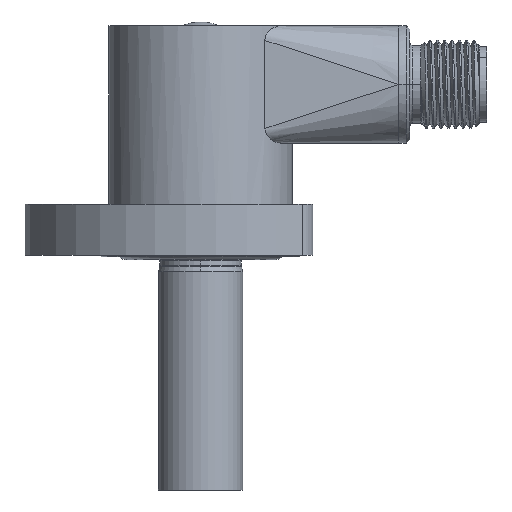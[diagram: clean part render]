
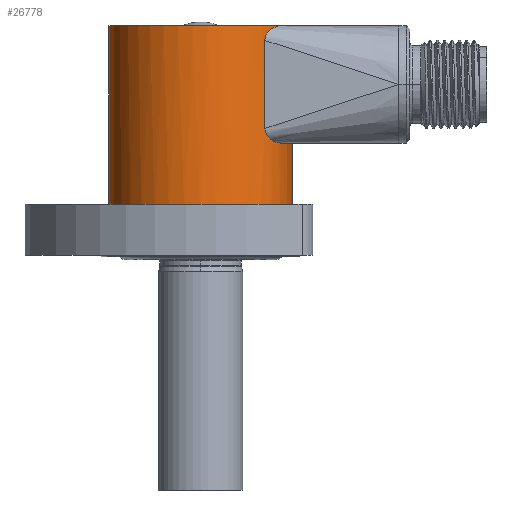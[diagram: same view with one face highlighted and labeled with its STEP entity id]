
A CAD part, front view. The second image highlights one B-rep face of the part: STEP entity #26778.
In plain terms, the highlighted cylindrical face has radius 12.5 mm (diameter 25 mm), a partial arc.
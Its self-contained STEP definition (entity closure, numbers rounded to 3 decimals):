
#7581=CARTESIAN_POINT('',(0.,0.,27.3));
#7582=DIRECTION('',(0.,0.,1.));
#7583=DIRECTION('',(-1.,0.,0.));
#7584=AXIS2_PLACEMENT_3D('',#7581,#7582,#7583);
#7773=CARTESIAN_POINT('',(0.,0.,0.2));
#7774=DIRECTION('',(0.,0.,1.));
#7775=DIRECTION('',(-1.,0.,0.));
#7776=AXIS2_PLACEMENT_3D('',#7773,#7774,#7775);
#7788=DIRECTION('',(0.,0.,1.));
#7789=VECTOR('',#7788,27.1);
#7790=CARTESIAN_POINT('',(-12.5,0.,0.2));
#7791=LINE('',#7790,#7789);
#7792=CARTESIAN_POINT('',(10.946,-6.036,27.3));
#7793=CARTESIAN_POINT('',(10.808,-6.287,27.3));
#7794=CARTESIAN_POINT('',(10.529,-6.751,27.264));
#7795=CARTESIAN_POINT('',(10.126,-7.339,27.131));
#7796=CARTESIAN_POINT('',(9.748,-7.831,26.938));
#7797=CARTESIAN_POINT('',(9.408,-8.235,26.691));
#7798=CARTESIAN_POINT('',(9.12,-8.551,26.391));
#7799=CARTESIAN_POINT('',(8.907,-8.771,26.045));
#7800=CARTESIAN_POINT('',(8.787,-8.891,25.67));
#7801=CARTESIAN_POINT('',(8.765,-8.912,25.424));
#7802=CARTESIAN_POINT('',(8.765,-8.912,25.3));
#7804=DIRECTION('',(0.,0.,-1.));
#7805=VECTOR('',#7804,12.);
#7806=CARTESIAN_POINT('',(8.765,-8.912,25.3));
#7807=LINE('',#7806,#7805);
#7808=CARTESIAN_POINT('',(8.765,-8.912,13.3));
#7809=CARTESIAN_POINT('',(8.765,-8.912,13.176));
#7810=CARTESIAN_POINT('',(8.787,-8.89,12.929));
#7811=CARTESIAN_POINT('',(8.907,-8.771,12.554));
#7812=CARTESIAN_POINT('',(9.12,-8.551,12.208));
#7813=CARTESIAN_POINT('',(9.408,-8.235,11.909));
#7814=CARTESIAN_POINT('',(9.749,-7.831,11.662));
#7815=CARTESIAN_POINT('',(10.127,-7.338,11.469));
#7816=CARTESIAN_POINT('',(10.53,-6.751,11.336));
#7817=CARTESIAN_POINT('',(10.808,-6.287,11.3));
#7818=CARTESIAN_POINT('',(10.946,-6.036,11.3));
#7820=DIRECTION('',(0.,0.,-1.));
#7821=VECTOR('',#7820,11.1);
#7822=CARTESIAN_POINT('',(12.5,0.,11.3));
#7823=LINE('',#7822,#7821);
#7852=CARTESIAN_POINT('',(0.,0.,11.3));
#7853=DIRECTION('',(0.,0.,1.));
#7854=DIRECTION('',(0.876,-0.483,0.));
#7855=AXIS2_PLACEMENT_3D('',#7852,#7853,#7854);
#14851=CARTESIAN_POINT('',(12.5,0.,11.3));
#14852=CARTESIAN_POINT('',(12.5,0.,0.2));
#14853=VERTEX_POINT('',#14851);
#14854=VERTEX_POINT('',#14852);
#14861=CARTESIAN_POINT('',(-12.5,0.,27.3));
#14862=VERTEX_POINT('',#14861);
#14863=CARTESIAN_POINT('',(-12.5,0.,0.2));
#14864=VERTEX_POINT('',#14863);
#14865=CARTESIAN_POINT('',(10.946,-6.036,27.3));
#14866=VERTEX_POINT('',#14865);
#14867=VERTEX_POINT('',#7802);
#14868=CARTESIAN_POINT('',(8.765,-8.912,13.3));
#14869=VERTEX_POINT('',#14868);
#14870=VERTEX_POINT('',#7818);
#26760=CARTESIAN_POINT('',(0.,0.,-0.342));
#26761=DIRECTION('',(0.,0.,1.));
#26762=DIRECTION('',(1.,0.,0.));
#26763=AXIS2_PLACEMENT_3D('',#26760,#26761,#26762);
#26764=CYLINDRICAL_SURFACE('',#26763,12.5);
#26765=ORIENTED_EDGE('',*,*,#26749,.F.);
#26766=ORIENTED_EDGE('',*,*,#26738,.T.);
#26767=ORIENTED_EDGE('',*,*,#26570,.T.);
#26768=ORIENTED_EDGE('',*,*,#26601,.T.);
#26770=ORIENTED_EDGE('',*,*,#26769,.T.);
#26772=ORIENTED_EDGE('',*,*,#26771,.T.);
#26774=ORIENTED_EDGE('',*,*,#26773,.T.);
#26775=ORIENTED_EDGE('',*,*,#26730,.T.);
#26776=EDGE_LOOP('',(#26765,#26766,#26767,#26768,#26770,#26772,#26774,#26775));
#26777=FACE_OUTER_BOUND('',#26776,.F.);
#26778=ADVANCED_FACE('',(#26777),#26764,.T.);
#7585=CIRCLE('',#7584,12.5);
#7777=CIRCLE('',#7776,12.5);
#7803=B_SPLINE_CURVE_WITH_KNOTS('',3,(#7792,#7793,#7794,#7795,#7796,#7797,#7798,
#7799,#7800,#7801,#7802),.UNSPECIFIED.,.F.,.F.,(4,1,1,1,1,1,1,1,4),(0.,
0.125,0.25,0.375,0.5,0.625,0.75,0.875,1.),.UNSPECIFIED.);
#7819=B_SPLINE_CURVE_WITH_KNOTS('',3,(#7808,#7809,#7810,#7811,#7812,#7813,#7814,
#7815,#7816,#7817,#7818),.UNSPECIFIED.,.F.,.F.,(4,1,1,1,1,1,1,1,4),(0.,
0.125,0.25,0.375,0.5,0.625,0.75,0.875,1.),.UNSPECIFIED.);
#7856=CIRCLE('',#7855,12.5);
#26570=EDGE_CURVE('',#14862,#14866,#7585,.T.);
#26601=EDGE_CURVE('',#14866,#14867,#7803,.T.);
#26730=EDGE_CURVE('',#14853,#14854,#7823,.T.);
#26738=EDGE_CURVE('',#14864,#14862,#7791,.T.);
#26749=EDGE_CURVE('',#14864,#14854,#7777,.T.);
#26769=EDGE_CURVE('',#14867,#14869,#7807,.T.);
#26771=EDGE_CURVE('',#14869,#14870,#7819,.T.);
#26773=EDGE_CURVE('',#14870,#14853,#7856,.T.);
